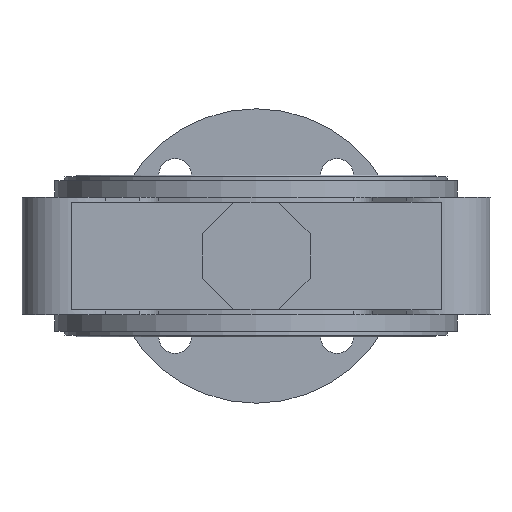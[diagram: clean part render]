
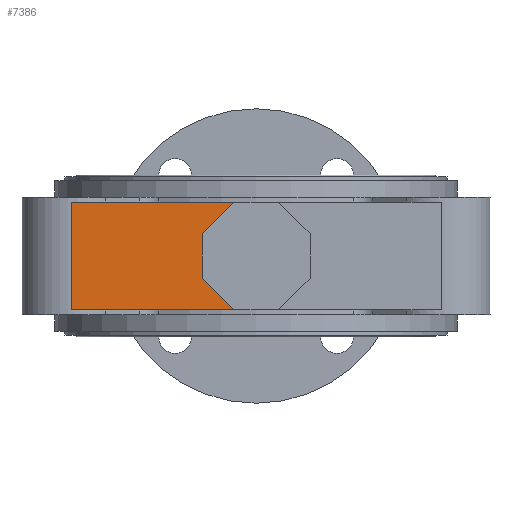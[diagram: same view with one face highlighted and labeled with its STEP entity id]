
A CAD part, front view. The second image highlights one B-rep face of the part: STEP entity #7386.
In plain terms, the highlighted planar face has unit normal (0, -1, 0).
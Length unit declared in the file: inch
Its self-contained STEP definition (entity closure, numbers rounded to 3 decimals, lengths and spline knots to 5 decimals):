
#3 = PLANE ( 'NONE',  #10198 ) ;
#68 = VERTEX_POINT ( 'NONE', #12384 ) ;
#940 = CARTESIAN_POINT ( 'NONE',  ( 4.29262, -0.10517, 3.84996 ) ) ;
#1588 = EDGE_CURVE ( 'NONE', #68, #3538, #13993, .T. ) ;
#1658 = LINE ( 'NONE', #2824, #8635 ) ;
#2049 = EDGE_CURVE ( 'NONE', #2145, #9218, #5004, .T. ) ;
#2145 = VERTEX_POINT ( 'NONE', #11521 ) ;
#2300 = ORIENTED_EDGE ( 'NONE', *, *, #10769, .T. ) ;
#2342 = CARTESIAN_POINT ( 'NONE',  ( -0.1616, -0.10517, 2.55074 ) ) ;
#2399 = EDGE_CURVE ( 'NONE', #3538, #2145, #4565, .T. ) ;
#2560 = EDGE_CURVE ( 'NONE', #11684, #68, #3852, .T. ) ;
#2571 = DIRECTION ( 'NONE',  ( 0.707, 0., 0.707 ) ) ;
#2824 = CARTESIAN_POINT ( 'NONE',  ( -0.1616, -0.10517, 3.84996 ) ) ;
#3080 = CARTESIAN_POINT ( 'NONE',  ( 1.4159, -0.10517, 2.93127 ) ) ;
#3402 = DIRECTION ( 'NONE',  ( 0., 0., 1. ) ) ;
#3419 = ORIENTED_EDGE ( 'NONE', *, *, #2049, .T. ) ;
#3538 = VERTEX_POINT ( 'NONE', #13667 ) ;
#3852 = LINE ( 'NONE', #3080, #6006 ) ;
#3949 = LINE ( 'NONE', #11524, #7149 ) ;
#4074 = ORIENTED_EDGE ( 'NONE', *, *, #2560, .T. ) ;
#4565 = LINE ( 'NONE', #10140, #5551 ) ;
#5004 = LINE ( 'NONE', #13585, #8099 ) ;
#5284 = DIRECTION ( 'NONE',  ( 0., -1., 0. ) ) ;
#5551 = VECTOR ( 'NONE', #2571, 39.37008 ) ;
#5570 = EDGE_LOOP ( 'NONE', ( #12998, #4074, #13709, #11797, #3419, #2300 ) ) ;
#6006 = VECTOR ( 'NONE', #10475, 39.37008 ) ;
#6051 = VERTEX_POINT ( 'NONE', #2342 ) ;
#7149 = VECTOR ( 'NONE', #8219, 39.37008 ) ;
#7386 = ADVANCED_FACE ( 'NONE', ( #11649 ), #3, .T. ) ;
#7629 = VECTOR ( 'NONE', #3402, 39.37008 ) ;
#8099 = VECTOR ( 'NONE', #9096, 39.37008 ) ;
#8219 = DIRECTION ( 'NONE',  ( -1., 0., 0. ) ) ;
#8635 = VECTOR ( 'NONE', #9307, 39.37008 ) ;
#9096 = DIRECTION ( 'NONE',  ( -1., 0., 0. ) ) ;
#9218 = VERTEX_POINT ( 'NONE', #10930 ) ;
#9303 = CARTESIAN_POINT ( 'NONE',  ( 1.79643, -0.10517, 2.55074 ) ) ;
#9307 = DIRECTION ( 'NONE',  ( 0., 0., -1. ) ) ;
#9510 = DIRECTION ( 'NONE',  ( 0., 0., -1. ) ) ;
#9590 = CARTESIAN_POINT ( 'NONE',  ( 1.4159, -0.10517, 3.46943 ) ) ;
#10007 = EDGE_CURVE ( 'NONE', #11684, #6051, #3949, .T. ) ;
#10140 = CARTESIAN_POINT ( 'NONE',  ( 1.79643, -0.10517, 3.84996 ) ) ;
#10198 = AXIS2_PLACEMENT_3D ( 'NONE', #940, #5284, #9510 ) ;
#10475 = DIRECTION ( 'NONE',  ( -0.707, 0., 0.707 ) ) ;
#10769 = EDGE_CURVE ( 'NONE', #9218, #6051, #1658, .T. ) ;
#10930 = CARTESIAN_POINT ( 'NONE',  ( -0.1616, -0.10517, 3.84996 ) ) ;
#11521 = CARTESIAN_POINT ( 'NONE',  ( 1.79643, -0.10517, 3.84996 ) ) ;
#11524 = CARTESIAN_POINT ( 'NONE',  ( 4.29262, -0.10517, 2.55074 ) ) ;
#11649 = FACE_OUTER_BOUND ( 'NONE', #5570, .T. ) ;
#11684 = VERTEX_POINT ( 'NONE', #9303 ) ;
#11797 = ORIENTED_EDGE ( 'NONE', *, *, #2399, .T. ) ;
#12384 = CARTESIAN_POINT ( 'NONE',  ( 1.4159, -0.10517, 2.93127 ) ) ;
#12998 = ORIENTED_EDGE ( 'NONE', *, *, #10007, .F. ) ;
#13585 = CARTESIAN_POINT ( 'NONE',  ( 4.29262, -0.10517, 3.84996 ) ) ;
#13667 = CARTESIAN_POINT ( 'NONE',  ( 1.4159, -0.10517, 3.46943 ) ) ;
#13709 = ORIENTED_EDGE ( 'NONE', *, *, #1588, .T. ) ;
#13993 = LINE ( 'NONE', #9590, #7629 ) ;
